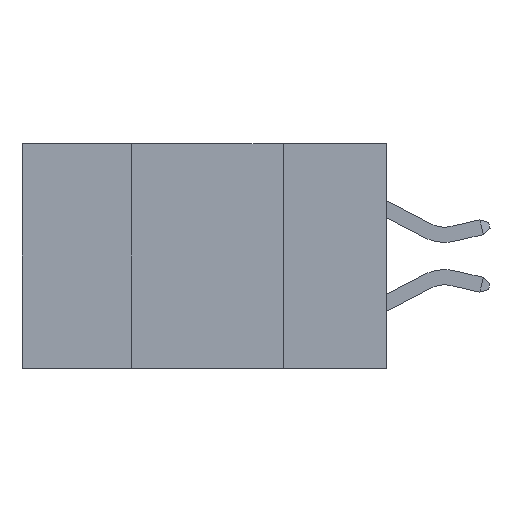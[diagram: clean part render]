
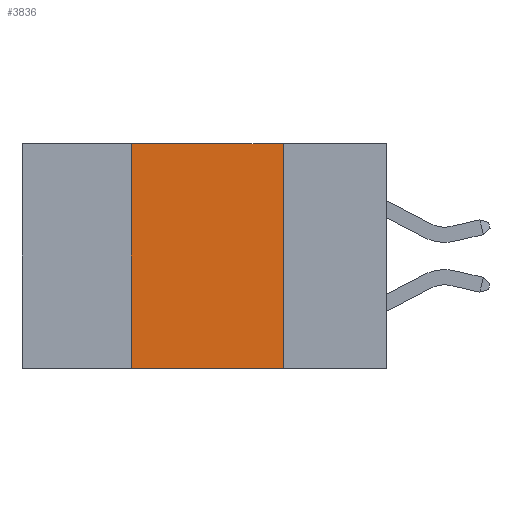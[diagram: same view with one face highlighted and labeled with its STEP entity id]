
A CAD part, left-side view. The second image highlights one B-rep face of the part: STEP entity #3836.
In plain terms, the highlighted planar face has unit normal (-1, 0, 0).
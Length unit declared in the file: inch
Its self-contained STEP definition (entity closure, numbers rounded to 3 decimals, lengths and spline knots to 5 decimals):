
#95 = CARTESIAN_POINT ( 'NONE',  ( 0., 0.17, -0.37 ) ) ;
#285 = VERTEX_POINT ( 'NONE', #9172 ) ;
#528 = LINE ( 'NONE', #8613, #5518 ) ;
#683 = PLANE ( 'NONE',  #3584 ) ;
#1068 = CARTESIAN_POINT ( 'NONE',  ( 0., 0.17, 0. ) ) ;
#1163 = VERTEX_POINT ( 'NONE', #4148 ) ;
#1407 = LINE ( 'NONE', #11617, #6371 ) ;
#1742 = ORIENTED_EDGE ( 'NONE', *, *, #12264, .F. ) ;
#1810 = DIRECTION ( 'NONE',  ( 0., -1., 0. ) ) ;
#2426 = DIRECTION ( 'NONE',  ( 0., 0., -1. ) ) ;
#3584 = AXIS2_PLACEMENT_3D ( 'NONE', #7439, #4880, #2426 ) ;
#3688 = LINE ( 'NONE', #6873, #6002 ) ;
#3836 = ADVANCED_FACE ( 'NONE', ( #6050 ), #683, .F. ) ;
#3861 = DIRECTION ( 'NONE',  ( 0., 0., -1. ) ) ;
#3927 = DIRECTION ( 'NONE',  ( 0., 0., 1. ) ) ;
#4148 = CARTESIAN_POINT ( 'NONE',  ( 0., 0.42, -0.37 ) ) ;
#4406 = ORIENTED_EDGE ( 'NONE', *, *, #11816, .T. ) ;
#4880 = DIRECTION ( 'NONE',  ( 1., 0., 0. ) ) ;
#5454 = VERTEX_POINT ( 'NONE', #95 ) ;
#5518 = VECTOR ( 'NONE', #3861, 39.37008 ) ;
#5942 = ORIENTED_EDGE ( 'NONE', *, *, #8227, .F. ) ;
#6002 = VECTOR ( 'NONE', #3927, 39.37008 ) ;
#6050 = FACE_OUTER_BOUND ( 'NONE', #10947, .T. ) ;
#6371 = VECTOR ( 'NONE', #7140, 39.37008 ) ;
#6873 = CARTESIAN_POINT ( 'NONE',  ( 0., 0.42, 0. ) ) ;
#7140 = DIRECTION ( 'NONE',  ( 0., -1., 0. ) ) ;
#7439 = CARTESIAN_POINT ( 'NONE',  ( 0., 0.6, 0. ) ) ;
#8227 = EDGE_CURVE ( 'NONE', #1163, #285, #3688, .T. ) ;
#8339 = VERTEX_POINT ( 'NONE', #1068 ) ;
#8613 = CARTESIAN_POINT ( 'NONE',  ( 0., 0.17, 0. ) ) ;
#8807 = VECTOR ( 'NONE', #1810, 39.37008 ) ;
#8819 = EDGE_CURVE ( 'NONE', #8339, #5454, #528, .T. ) ;
#9172 = CARTESIAN_POINT ( 'NONE',  ( 0., 0.42, 0. ) ) ;
#10410 = CARTESIAN_POINT ( 'NONE',  ( 0., 0.6, 0. ) ) ;
#10947 = EDGE_LOOP ( 'NONE', ( #11513, #1742, #5942, #4406 ) ) ;
#11185 = LINE ( 'NONE', #10410, #8807 ) ;
#11513 = ORIENTED_EDGE ( 'NONE', *, *, #8819, .F. ) ;
#11617 = CARTESIAN_POINT ( 'NONE',  ( 0., 0.6, -0.37 ) ) ;
#11816 = EDGE_CURVE ( 'NONE', #1163, #5454, #1407, .T. ) ;
#12264 = EDGE_CURVE ( 'NONE', #285, #8339, #11185, .T. ) ;
